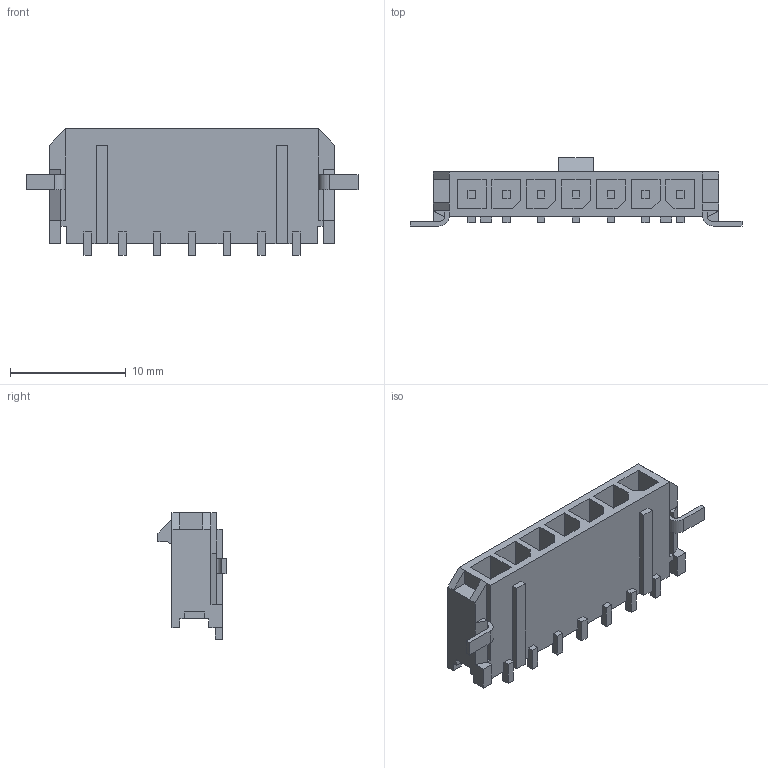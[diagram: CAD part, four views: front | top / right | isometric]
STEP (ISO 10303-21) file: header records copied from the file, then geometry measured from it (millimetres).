
FILE_DESCRIPTION((''),'2;1');
FILE_NAME('436500713','2010-12-16T',('gga'),(''),'PRO/ENGINEER BY PARAMETRIC TECHNOLOGY CORPORATION, 2003451','PRO/ENGINEER BY PARAMETRIC TECHNOLOGY CORPORATION, 2003451','');
FILE_SCHEMA(('CONFIG_CONTROL_DESIGN'));
Length unit declared in the file: millimetre
Products named in the file (1): 436500713
Bounding box: 28.64 x 5.87 x 10.9 mm (x, y, z)
Volume: 621.5 mm3; surface area: 1426.9 mm2
Topology: 1 solids, 1 shells, 264 faces, 715 edges, 468 vertices
Faces by surface type: plane 259, cylinder 5
Entity records: 8139 total; most frequent: CARTESIAN_POINT 1447, ORIENTED_EDGE 1430, DIRECTION 1253, EDGE_CURVE 715, VECTOR 705, LINE 705, VERTEX_POINT 468, EDGE_LOOP 279
